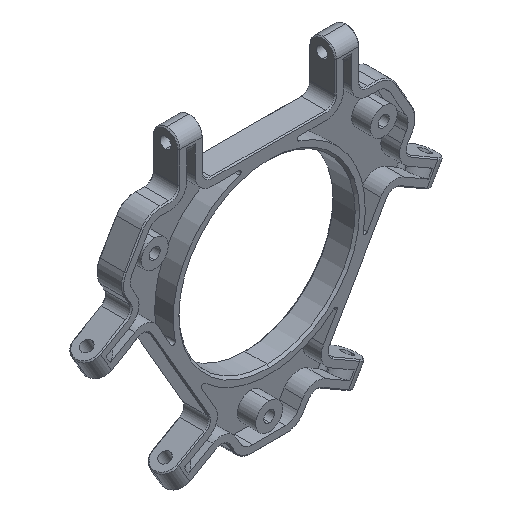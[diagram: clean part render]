
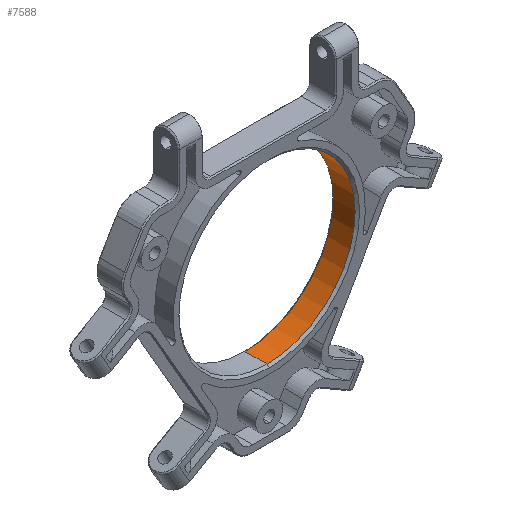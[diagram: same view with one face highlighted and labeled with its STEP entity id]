
A CAD part, isometric view. The second image highlights one B-rep face of the part: STEP entity #7588.
In plain terms, the highlighted cylindrical face has radius 20 mm (diameter 40 mm), a partial arc.
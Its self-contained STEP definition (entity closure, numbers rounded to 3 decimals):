
#402 = ORIENTED_EDGE ( 'NONE', *, *, #3471, .T. ) ;
#404 = EDGE_CURVE ( 'NONE', #3725, #5614, #5672, .T. ) ;
#541 = EDGE_CURVE ( 'NONE', #3798, #3725, #3488, .T. ) ;
#576 = CARTESIAN_POINT ( 'NONE',  ( 0., 0.5, 20. ) ) ;
#623 = DIRECTION ( 'NONE',  ( 0., 1., 0. ) ) ;
#683 = DIRECTION ( 'NONE',  ( 0., 0., 1. ) ) ;
#1607 = CYLINDRICAL_SURFACE ( 'NONE', #5792, 20. ) ;
#1703 = EDGE_LOOP ( 'NONE', ( #5661, #402, #4198, #3419 ) ) ;
#2009 = CARTESIAN_POINT ( 'NONE',  ( 0., 5.5, 0. ) ) ;
#2282 = DIRECTION ( 'NONE',  ( 0., -1., 0. ) ) ;
#2465 = VERTEX_POINT ( 'NONE', #3141 ) ;
#2590 = LINE ( 'NONE', #3815, #5386 ) ;
#2956 = DIRECTION ( 'NONE',  ( 0., 0., 1. ) ) ;
#3141 = CARTESIAN_POINT ( 'NONE',  ( 0., 0.5, -20. ) ) ;
#3376 = CIRCLE ( 'NONE', #7999, 20. ) ;
#3419 = ORIENTED_EDGE ( 'NONE', *, *, #404, .T. ) ;
#3471 = EDGE_CURVE ( 'NONE', #2465, #3798, #3376, .T. ) ;
#3488 = LINE ( 'NONE', #5132, #7670 ) ;
#3637 = AXIS2_PLACEMENT_3D ( 'NONE', #2009, #4623, #683 ) ;
#3725 = VERTEX_POINT ( 'NONE', #6482 ) ;
#3798 = VERTEX_POINT ( 'NONE', #576 ) ;
#3815 = CARTESIAN_POINT ( 'NONE',  ( 0., 0., -20. ) ) ;
#4189 = DIRECTION ( 'NONE',  ( 0., 0., 1. ) ) ;
#4198 = ORIENTED_EDGE ( 'NONE', *, *, #541, .T. ) ;
#4623 = DIRECTION ( 'NONE',  ( 0., 1., 0. ) ) ;
#5132 = CARTESIAN_POINT ( 'NONE',  ( 0., 0., 20. ) ) ;
#5386 = VECTOR ( 'NONE', #7164, 1000. ) ;
#5614 = VERTEX_POINT ( 'NONE', #7051 ) ;
#5661 = ORIENTED_EDGE ( 'NONE', *, *, #6976, .F. ) ;
#5672 = CIRCLE ( 'NONE', #3637, 20. ) ;
#5792 = AXIS2_PLACEMENT_3D ( 'NONE', #6102, #8128, #4189 ) ;
#6102 = CARTESIAN_POINT ( 'NONE',  ( 0., 0., 0. ) ) ;
#6482 = CARTESIAN_POINT ( 'NONE',  ( 0., 5.5, 20. ) ) ;
#6976 = EDGE_CURVE ( 'NONE', #2465, #5614, #2590, .T. ) ;
#7051 = CARTESIAN_POINT ( 'NONE',  ( 0., 5.5, -20. ) ) ;
#7152 = FACE_OUTER_BOUND ( 'NONE', #1703, .T. ) ;
#7164 = DIRECTION ( 'NONE',  ( 0., 1., 0. ) ) ;
#7588 = ADVANCED_FACE ( 'NONE', ( #7152 ), #1607, .F. ) ;
#7670 = VECTOR ( 'NONE', #623, 1000. ) ;
#7999 = AXIS2_PLACEMENT_3D ( 'NONE', #8262, #2282, #2956 ) ;
#8128 = DIRECTION ( 'NONE',  ( 0., 1., 0. ) ) ;
#8262 = CARTESIAN_POINT ( 'NONE',  ( 0., 0.5, 0. ) ) ;
